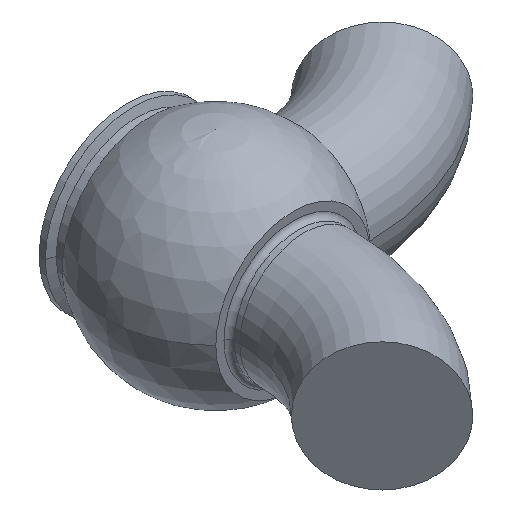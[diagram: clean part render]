
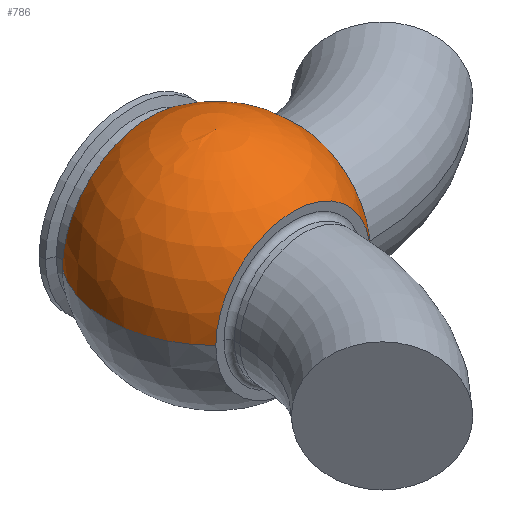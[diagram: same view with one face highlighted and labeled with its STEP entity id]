
A CAD part, isometric view. The second image highlights one B-rep face of the part: STEP entity #786.
In plain terms, the highlighted spherical face has radius 65.075 mm.
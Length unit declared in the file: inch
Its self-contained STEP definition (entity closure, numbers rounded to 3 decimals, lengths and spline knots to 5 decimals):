
#4 = AXIS2_PLACEMENT_3D ( 'NONE', #676, #272, #709 ) ;
#9 = CIRCLE ( 'NONE', #706, 2.05125 ) ;
#29 = EDGE_LOOP ( 'NONE', ( #554, #252, #626, #86, #246 ) ) ;
#33 = VERTEX_POINT ( 'NONE', #62 ) ;
#57 = CIRCLE ( 'NONE', #450, 2.562 ) ;
#58 = DIRECTION ( 'NONE',  ( 0., 0., 1. ) ) ;
#62 = CARTESIAN_POINT ( 'NONE',  ( 1.943, 1.535, 0.65755 ) ) ;
#79 = AXIS2_PLACEMENT_3D ( 'NONE', #251, #397, #167 ) ;
#86 = ORIENTED_EDGE ( 'NONE', *, *, #479, .F. ) ;
#102 = FACE_OUTER_BOUND ( 'NONE', #29, .T. ) ;
#167 = DIRECTION ( 'NONE',  ( -1., 0., 0. ) ) ;
#168 = DIRECTION ( 'NONE',  ( 0., 1., 0. ) ) ;
#194 = CARTESIAN_POINT ( 'NONE',  ( 1.943, 0., 0. ) ) ;
#220 = VERTEX_POINT ( 'NONE', #713 ) ;
#246 = ORIENTED_EDGE ( 'NONE', *, *, #484, .F. ) ;
#251 = CARTESIAN_POINT ( 'NONE',  ( 0., 0., 0. ) ) ;
#252 = ORIENTED_EDGE ( 'NONE', *, *, #474, .T. ) ;
#253 = CIRCLE ( 'NONE', #559, 2.562 ) ;
#272 = DIRECTION ( 'NONE',  ( 0., 1., 0. ) ) ;
#275 = DIRECTION ( 'NONE',  ( 0., 0., 1. ) ) ;
#340 = VERTEX_POINT ( 'NONE', #441 ) ;
#397 = DIRECTION ( 'NONE',  ( 0., 0., 1. ) ) ;
#403 = DIRECTION ( 'NONE',  ( 0., 0., -1. ) ) ;
#424 = CIRCLE ( 'NONE', #4, 1.81021 ) ;
#441 = CARTESIAN_POINT ( 'NONE',  ( -2.05125, 1.535, 0. ) ) ;
#450 = AXIS2_PLACEMENT_3D ( 'NONE', #502, #58, #565 ) ;
#468 = EDGE_CURVE ( 'NONE', #486, #519, #424, .T. ) ;
#474 = EDGE_CURVE ( 'NONE', #519, #220, #57, .T. ) ;
#475 = EDGE_CURVE ( 'NONE', #33, #220, #609, .T. ) ;
#479 = EDGE_CURVE ( 'NONE', #340, #33, #9, .T. ) ;
#484 = EDGE_CURVE ( 'NONE', #486, #340, #253, .T. ) ;
#486 = VERTEX_POINT ( 'NONE', #712 ) ;
#502 = CARTESIAN_POINT ( 'NONE',  ( 0., 0., 0. ) ) ;
#519 = VERTEX_POINT ( 'NONE', #671 ) ;
#554 = ORIENTED_EDGE ( 'NONE', *, *, #468, .T. ) ;
#559 = AXIS2_PLACEMENT_3D ( 'NONE', #735, #403, #770 ) ;
#565 = DIRECTION ( 'NONE',  ( 1., 0., 0. ) ) ;
#593 = AXIS2_PLACEMENT_3D ( 'NONE', #194, #677, #275 ) ;
#609 = CIRCLE ( 'NONE', #593, 1.66991 ) ;
#626 = ORIENTED_EDGE ( 'NONE', *, *, #475, .F. ) ;
#666 = DIRECTION ( 'NONE',  ( -1., 0., 0. ) ) ;
#671 = CARTESIAN_POINT ( 'NONE',  ( 1.81021, -1.813, 0. ) ) ;
#676 = CARTESIAN_POINT ( 'NONE',  ( 0., -1.813, 0. ) ) ;
#677 = DIRECTION ( 'NONE',  ( 1., 0., 0. ) ) ;
#706 = AXIS2_PLACEMENT_3D ( 'NONE', #745, #168, #666 ) ;
#709 = DIRECTION ( 'NONE',  ( -1., 0., 0. ) ) ;
#712 = CARTESIAN_POINT ( 'NONE',  ( -1.81021, -1.813, 0. ) ) ;
#713 = CARTESIAN_POINT ( 'NONE',  ( 1.943, -1.66991, 0. ) ) ;
#716 = SPHERICAL_SURFACE ( 'NONE', #79, 2.562 ) ;
#735 = CARTESIAN_POINT ( 'NONE',  ( 0., 0., 0. ) ) ;
#745 = CARTESIAN_POINT ( 'NONE',  ( 0., 1.535, 0. ) ) ;
#770 = DIRECTION ( 'NONE',  ( -1., 0., 0. ) ) ;
#786 = ADVANCED_FACE ( 'NONE', ( #102 ), #716, .T. ) ;
